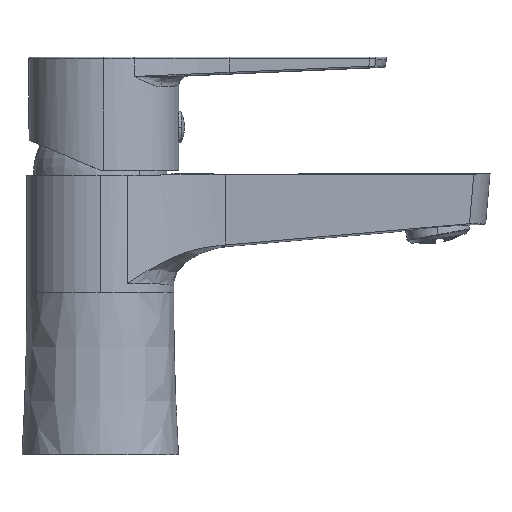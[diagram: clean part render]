
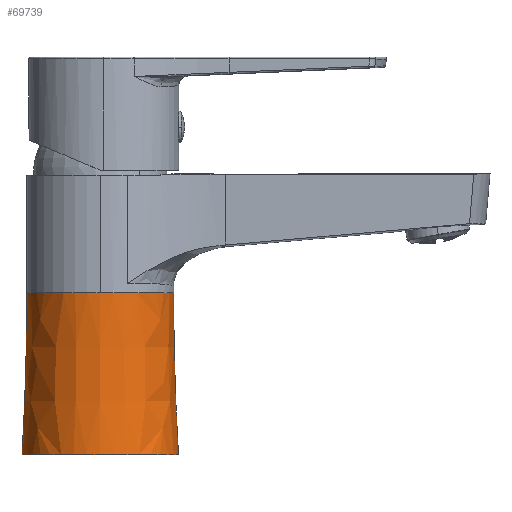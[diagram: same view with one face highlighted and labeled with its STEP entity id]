
A CAD part, top view. The second image highlights one B-rep face of the part: STEP entity #69739.
In plain terms, the highlighted free-form (B-spline) face has degree [3, 3] with [4, 4] control points.
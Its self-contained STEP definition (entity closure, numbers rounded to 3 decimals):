
#1146 = CIRCLE ( 'NONE', #19261, 22.047 ) ;
#2035 = DIRECTION ( 'NONE',  ( 0., 1., 0. ) ) ;
#3391 = CARTESIAN_POINT ( 'NONE',  ( -23.499, 0.038, 0. ) ) ;
#3543 = CARTESIAN_POINT ( 'NONE',  ( -838.302, 48.7, 0. ) ) ;
#5045 = CARTESIAN_POINT ( 'NONE',  ( -22.047, 32.467, 44.094 ) ) ;
#5259 = ORIENTED_EDGE ( 'NONE', *, *, #46792, .F. ) ;
#5362 = ORIENTED_EDGE ( 'NONE', *, *, #75629, .F. ) ;
#5620 = EDGE_CURVE ( 'NONE', #36401, #76139, #67857, .T. ) ;
#11531 = CARTESIAN_POINT ( 'NONE',  ( 22.047, 32.467, 0. ) ) ;
#15208 = AXIS2_PLACEMENT_3D ( 'NONE', #3543, #52957, #78056 ) ;
#16463 = EDGE_LOOP ( 'NONE', ( #43275, #5362, #5259, #57271, #39109 ) ) ;
#16614 = EDGE_CURVE ( 'NONE', #35801, #37031, #63100, .T. ) ;
#16798 = CARTESIAN_POINT ( 'NONE',  ( 22.531, 16.242, 0. ) ) ;
#18418 = CARTESIAN_POINT ( 'NONE',  ( -23.499, 0.038, 46.997 ) ) ;
#19261 = AXIS2_PLACEMENT_3D ( 'NONE', #77077, #58462, #21598 ) ;
#20575 = CARTESIAN_POINT ( 'NONE',  ( 0., 48.7, 22.047 ) ) ;
#21051 = CARTESIAN_POINT ( 'NONE',  ( 0., 48.7, 0. ) ) ;
#21598 = DIRECTION ( 'NONE',  ( -1., 0., 0. ) ) ;
#22868 = CARTESIAN_POINT ( 'NONE',  ( 22.047, 48.7, 44.094 ) ) ;
#23742 = CIRCLE ( 'NONE', #67705, 22.047 ) ;
#25006 = CARTESIAN_POINT ( 'NONE',  ( 22.047, 48.7, 0. ) ) ;
#26737 = DIRECTION ( 'NONE',  ( -1., 0., 0. ) ) ;
#30549 = CARTESIAN_POINT ( 'NONE',  ( -22.531, 16.242, 45.062 ) ) ;
#32932 = AXIS2_PLACEMENT_3D ( 'NONE', #37462, #55297, #80012 ) ;
#33642 = AXIS2_PLACEMENT_3D ( 'NONE', #69386, #56018, #68172 ) ;
#34836 = CARTESIAN_POINT ( 'NONE',  ( -22.047, 48.7, 0. ) ) ;
#35415 = CARTESIAN_POINT ( 'NONE',  ( 22.047, 32.467, 44.094 ) ) ;
#35801 = VERTEX_POINT ( 'NONE', #34836 ) ;
#36211 = CARTESIAN_POINT ( 'NONE',  ( -22.531, 16.242, 0. ) ) ;
#36401 = VERTEX_POINT ( 'NONE', #25006 ) ;
#37031 = VERTEX_POINT ( 'NONE', #3391 ) ;
#37462 = CARTESIAN_POINT ( 'NONE',  ( 838.302, 48.7, 0. ) ) ;
#39109 = ORIENTED_EDGE ( 'NONE', *, *, #77188, .F. ) ;
#43275 = ORIENTED_EDGE ( 'NONE', *, *, #5620, .F. ) ;
#46792 = EDGE_CURVE ( 'NONE', #35801, #79409, #23742, .T. ) ;
#49178 = CARTESIAN_POINT ( 'NONE',  ( 23.499, 0.038, 46.997 ) ) ;
#51859 =( BOUNDED_SURFACE ( )  B_SPLINE_SURFACE ( 3, 3, ( 
 ( #60540, #22868, #67019, #53664 ),
 ( #11531, #35415, #5045, #54454 ),
 ( #16798, #79581, #30549, #36211 ),
 ( #61357, #49178, #18418, #60951 ) ),
 .UNSPECIFIED., .F., .F., .T. ) 
 B_SPLINE_SURFACE_WITH_KNOTS ( ( 4, 4 ),
 ( 4, 4 ),
 ( 0., 1. ),
 ( 0., 1. ),
 .UNSPECIFIED. ) 
 GEOMETRIC_REPRESENTATION_ITEM ( )  RATIONAL_B_SPLINE_SURFACE ( (
 ( 1., 0.333, 0.333, 1.),
 ( 1., 0.333, 0.333, 1.),
 ( 1., 0.333, 0.333, 1.),
 ( 1., 0.333, 0.333, 1.) ) ) 
 REPRESENTATION_ITEM ( '' )  SURFACE ( )  );
#52957 = DIRECTION ( 'NONE',  ( 0., 0., -1. ) ) ;
#53664 = CARTESIAN_POINT ( 'NONE',  ( -22.047, 48.7, 0. ) ) ;
#54046 = FACE_OUTER_BOUND ( 'NONE', #16463, .T. ) ;
#54454 = CARTESIAN_POINT ( 'NONE',  ( -22.047, 32.467, 0. ) ) ;
#55297 = DIRECTION ( 'NONE',  ( 0., 0., 1. ) ) ;
#56018 = DIRECTION ( 'NONE',  ( 0., -1., 0. ) ) ;
#56959 = CIRCLE ( 'NONE', #33642, 23.499 ) ;
#57271 = ORIENTED_EDGE ( 'NONE', *, *, #16614, .T. ) ;
#58462 = DIRECTION ( 'NONE',  ( 0., 1., 0. ) ) ;
#60540 = CARTESIAN_POINT ( 'NONE',  ( 22.047, 48.7, 0. ) ) ;
#60951 = CARTESIAN_POINT ( 'NONE',  ( -23.499, 0.038, 0. ) ) ;
#61357 = CARTESIAN_POINT ( 'NONE',  ( 23.499, 0.038, 0. ) ) ;
#61896 = CARTESIAN_POINT ( 'NONE',  ( 23.499, 0.038, 0. ) ) ;
#63100 = CIRCLE ( 'NONE', #15208, 816.255 ) ;
#67019 = CARTESIAN_POINT ( 'NONE',  ( -22.047, 48.7, 44.094 ) ) ;
#67705 = AXIS2_PLACEMENT_3D ( 'NONE', #21051, #2035, #26737 ) ;
#67857 = CIRCLE ( 'NONE', #32932, 816.255 ) ;
#68172 = DIRECTION ( 'NONE',  ( 0., 0., -1. ) ) ;
#69386 = CARTESIAN_POINT ( 'NONE',  ( 0., 0.038, 0. ) ) ;
#69739 = ADVANCED_FACE ( 'NONE', ( #54046 ), #51859, .F. ) ;
#75629 = EDGE_CURVE ( 'NONE', #79409, #36401, #1146, .T. ) ;
#76139 = VERTEX_POINT ( 'NONE', #61896 ) ;
#77077 = CARTESIAN_POINT ( 'NONE',  ( 0., 48.7, 0. ) ) ;
#77188 = EDGE_CURVE ( 'NONE', #76139, #37031, #56959, .T. ) ;
#78056 = DIRECTION ( 'NONE',  ( -1., 0., 0. ) ) ;
#79409 = VERTEX_POINT ( 'NONE', #20575 ) ;
#79581 = CARTESIAN_POINT ( 'NONE',  ( 22.531, 16.242, 45.062 ) ) ;
#80012 = DIRECTION ( 'NONE',  ( 1., 0., 0. ) ) ;
